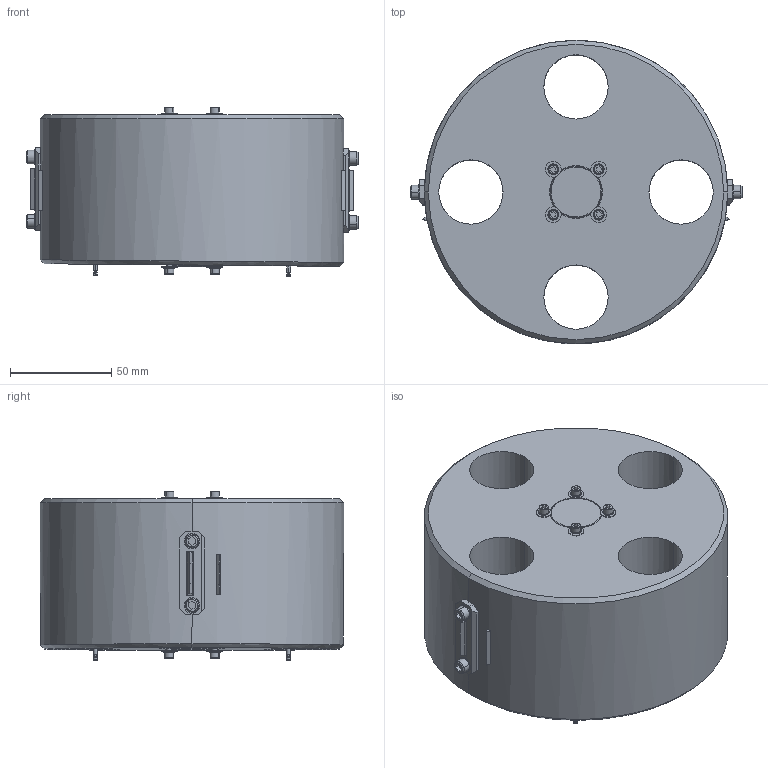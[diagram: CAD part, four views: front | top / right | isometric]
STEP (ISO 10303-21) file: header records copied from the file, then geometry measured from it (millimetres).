
FILE_DESCRIPTION (( 'STEP AP203' ), '1' );
FILE_NAME ('D0901791-v1_aLIGO_SUS_HSTS_Metal Test Mass Assembly (MC).STEP', '2010-01-24T20:56:44', ( ' ' ), ( ' ' ), 'SwSTEP 2.0', 'SolidWorks 2009', '' );
FILE_SCHEMA (( 'CONFIG_CONTROL_DESIGN' ));
Length unit declared in the file: inch
Products named in the file (14): D0900040_Magnet,_MMC_SCDS-079-020; D0902431_AdvLIGO_SUS_HSTS_Magnet Standoff, Test Mass; SST_Socketheadcapscrew_SHCS #4-40  X 0.375; SST_Socketheadcapscrew_SHCS #8-32  X 0.375; UHV-Compatible_Adhesive; D0901791-v1_aLIGO_SUS_HSTS_Metal Test Mass Assembly (MC); D020234_AdvLIGO_SUS_HSTS Metal Test Mass; D0901790_AdvLIGO_SUS_HSTS_Primary Metal Breakoff Prism; D0902432_AdvLIGO_SUS_HSTS_Magnet-Standoff Assembly, Test Mass; D0901278_AdvLIGO_HSTS_Secondary Metal Prism; NAS 620 FLAT WASHERS_________ FLAT WASHERS NAS 620-C4L  (OR EQUIV.); High-Power_Nd-YAG_Laser_Mirror_Y1-1037-0; Laser_Grade_Window_PW1-1037-UV; NAS 620 FLAT WASHERS_________ FLAT WASHERS NAS 620-C8L  (OR EQUIV.)
Assembly tree (45 placements, depth 3):
  UHV-Compatible_Adhesive
  D0901791-v1_aLIGO_SUS_HSTS_Metal Test Mass Assembly (MC)
    SST_Socketheadcapscrew_SHCS #4-40  X 0.375  x8
    D0901278_AdvLIGO_HSTS_Secondary Metal Prism  x2
    SST_Socketheadcapscrew_SHCS #8-32  X 0.375  x4
    NAS 620 FLAT WASHERS_________ FLAT WASHERS NAS 620-C8L  (OR EQUIV.)  x12
    High-Power_Nd-YAG_Laser_Mirror_Y1-1037-0
    NAS 620 FLAT WASHERS_________ FLAT WASHERS NAS 620-C4L  (OR EQUIV.)  x8
    D0902432_AdvLIGO_SUS_HSTS_Magnet-Standoff Assembly, Test Mass  x4
      D0902431_AdvLIGO_SUS_HSTS_Magnet Standoff, Test Mass
      D0900040_Magnet,_MMC_SCDS-079-020
    D020234_AdvLIGO_SUS_HSTS Metal Test Mass
    D0901790_AdvLIGO_SUS_HSTS_Primary Metal Breakoff Prism  x2
    Laser_Grade_Window_PW1-1037-UV
Bounding box: 164.1 x 150 x 83.76 mm (x, y, z)
Volume: 1064012.5 mm3; surface area: 108634.3 mm2
Topology: 47 solids, 47 shells, 582 faces, 1268 edges, 804 vertices
Faces by surface type: cylinder 254, plane 252, cone 74, bspline 2
Entity records: 9245 total; most frequent: CARTESIAN_POINT 2066, DIRECTION 1072, ORIENTED_EDGE 936, EDGE_CURVE 468, AXIS2_PLACEMENT_3D 416, VERTEX_POINT 296, EDGE_LOOP 250, VECTOR 240
